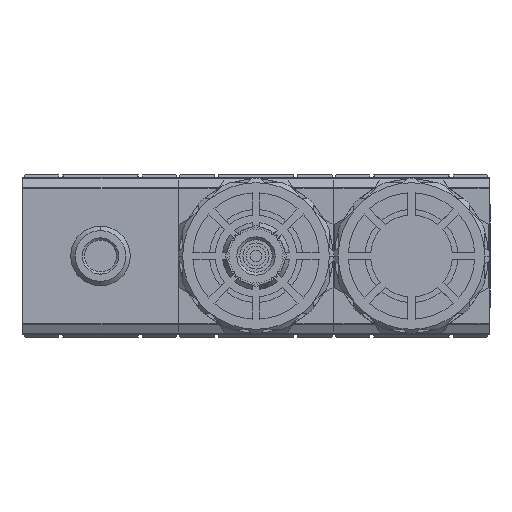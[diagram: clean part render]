
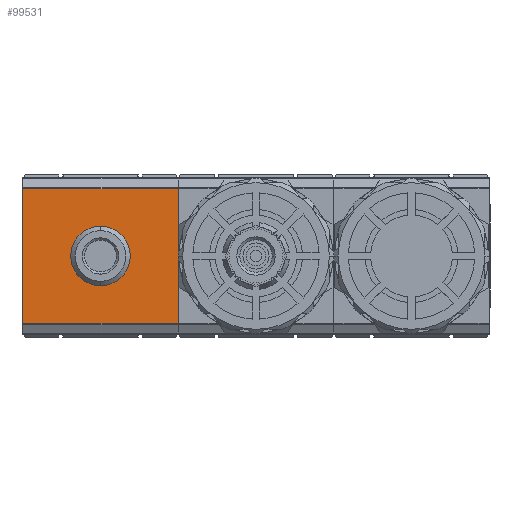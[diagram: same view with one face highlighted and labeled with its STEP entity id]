
A CAD part, front view. The second image highlights one B-rep face of the part: STEP entity #99531.
In plain terms, the highlighted planar face has unit normal (0, -1, 0).
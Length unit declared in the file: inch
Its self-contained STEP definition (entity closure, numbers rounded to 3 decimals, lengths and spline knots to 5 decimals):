
#2005 = EDGE_LOOP ( 'NONE', ( #80304, #101481, #18891, #32756 ) ) ;
#5912 = CIRCLE ( 'NONE', #61034, 0.31496 ) ;
#8206 = CARTESIAN_POINT ( 'NONE',  ( 0.82283, -1.00787, -0.71021 ) ) ;
#8223 = VERTEX_POINT ( 'NONE', #112523 ) ;
#8418 = EDGE_LOOP ( 'NONE', ( #89879, #15412 ) ) ;
#12925 = CIRCLE ( 'NONE', #27369, 0.31496 ) ;
#15412 = ORIENTED_EDGE ( 'NONE', *, *, #25480, .F. ) ;
#16480 = DIRECTION ( 'NONE',  ( 0., 0., 1. ) ) ;
#18246 = VERTEX_POINT ( 'NONE', #147390 ) ;
#18694 = PLANE ( 'NONE',  #143038 ) ;
#18891 = ORIENTED_EDGE ( 'NONE', *, *, #120732, .F. ) ;
#25480 = EDGE_CURVE ( 'NONE', #90303, #18246, #12925, .T. ) ;
#27003 = FACE_BOUND ( 'NONE', #8418, .T. ) ;
#27137 = VECTOR ( 'NONE', #88434, 39.37008 ) ;
#27369 = AXIS2_PLACEMENT_3D ( 'NONE', #102946, #129124, #92448 ) ;
#29598 = VERTEX_POINT ( 'NONE', #126064 ) ;
#32756 = ORIENTED_EDGE ( 'NONE', *, *, #123170, .T. ) ;
#34164 = DIRECTION ( 'NONE',  ( 0., 0., -1. ) ) ;
#39331 = LINE ( 'NONE', #73079, #112812 ) ;
#41030 = EDGE_CURVE ( 'NONE', #8223, #54375, #48351, .T. ) ;
#44069 = EDGE_CURVE ( 'NONE', #54375, #131330, #72948, .T. ) ;
#48351 = LINE ( 'NONE', #136086, #62344 ) ;
#54368 = DIRECTION ( 'NONE',  ( 0., 0., -1. ) ) ;
#54375 = VERTEX_POINT ( 'NONE', #78315 ) ;
#57629 = DIRECTION ( 'NONE',  ( 0., 0., -1. ) ) ;
#59817 = EDGE_CURVE ( 'NONE', #18246, #90303, #5912, .T. ) ;
#61034 = AXIS2_PLACEMENT_3D ( 'NONE', #99361, #100084, #54368 ) ;
#62344 = VECTOR ( 'NONE', #34164, 39.37008 ) ;
#72948 = LINE ( 'NONE', #8206, #27137 ) ;
#73079 = CARTESIAN_POINT ( 'NONE',  ( 0.82283, -1.00787, 0.71021 ) ) ;
#78315 = CARTESIAN_POINT ( 'NONE',  ( 0.82283, -1.00787, -0.71021 ) ) ;
#80147 = LINE ( 'NONE', #125853, #134823 ) ;
#80304 = ORIENTED_EDGE ( 'NONE', *, *, #44069, .F. ) ;
#84335 = DIRECTION ( 'NONE',  ( 1., 0., 0. ) ) ;
#84735 = CARTESIAN_POINT ( 'NONE',  ( 0.82283, -1.00787, 0.71021 ) ) ;
#88434 = DIRECTION ( 'NONE',  ( -1., 0., 0. ) ) ;
#89879 = ORIENTED_EDGE ( 'NONE', *, *, #59817, .F. ) ;
#90303 = VERTEX_POINT ( 'NONE', #95620 ) ;
#92448 = DIRECTION ( 'NONE',  ( 0., 0., -1. ) ) ;
#95620 = CARTESIAN_POINT ( 'NONE',  ( 0., -1.00787, 0.31496 ) ) ;
#99361 = CARTESIAN_POINT ( 'NONE',  ( 0., -1.00787, 0. ) ) ;
#99531 = ADVANCED_FACE ( 'NONE', ( #129703, #27003 ), #18694, .F. ) ;
#100084 = DIRECTION ( 'NONE',  ( 0., -1., 0. ) ) ;
#101481 = ORIENTED_EDGE ( 'NONE', *, *, #41030, .F. ) ;
#102946 = CARTESIAN_POINT ( 'NONE',  ( 0., -1.00787, 0. ) ) ;
#112523 = CARTESIAN_POINT ( 'NONE',  ( 0.82283, -1.00787, 0.71021 ) ) ;
#112812 = VECTOR ( 'NONE', #84335, 39.37008 ) ;
#120732 = EDGE_CURVE ( 'NONE', #29598, #8223, #39331, .T. ) ;
#123170 = EDGE_CURVE ( 'NONE', #29598, #131330, #80147, .T. ) ;
#125853 = CARTESIAN_POINT ( 'NONE',  ( -0.82283, -1.00787, 0.80315 ) ) ;
#126064 = CARTESIAN_POINT ( 'NONE',  ( -0.82283, -1.00787, 0.71021 ) ) ;
#129124 = DIRECTION ( 'NONE',  ( 0., -1., 0. ) ) ;
#129703 = FACE_OUTER_BOUND ( 'NONE', #2005, .T. ) ;
#131330 = VERTEX_POINT ( 'NONE', #143357 ) ;
#131892 = DIRECTION ( 'NONE',  ( 0., 1., 0. ) ) ;
#134823 = VECTOR ( 'NONE', #57629, 39.37008 ) ;
#136086 = CARTESIAN_POINT ( 'NONE',  ( 0.82283, -1.00787, 0.80315 ) ) ;
#143038 = AXIS2_PLACEMENT_3D ( 'NONE', #84735, #131892, #16480 ) ;
#143357 = CARTESIAN_POINT ( 'NONE',  ( -0.82283, -1.00787, -0.71021 ) ) ;
#147390 = CARTESIAN_POINT ( 'NONE',  ( 0., -1.00787, -0.31496 ) ) ;
